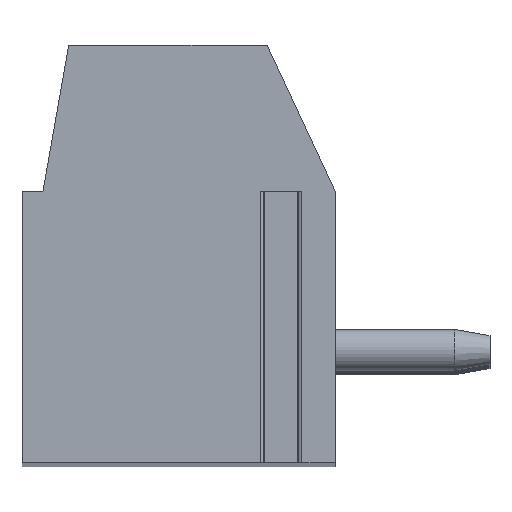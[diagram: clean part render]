
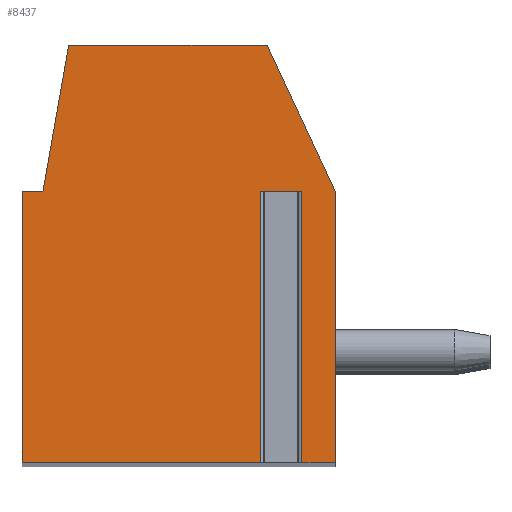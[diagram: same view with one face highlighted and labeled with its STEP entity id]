
A CAD part, top view. The second image highlights one B-rep face of the part: STEP entity #8437.
In plain terms, the highlighted planar face has unit normal (0, 0, 1).
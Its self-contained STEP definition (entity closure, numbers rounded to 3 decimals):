
#161=DIRECTION('',(-1.,0.,0.));
#162=VECTOR('',#161,0.996);
#163=CARTESIAN_POINT('',(2.948,1.5,52.5));
#164=LINE('',#163,#162);
#165=DIRECTION('',(0.,-1.,0.));
#166=VECTOR('',#165,6.5);
#167=CARTESIAN_POINT('',(1.952,1.5,52.5));
#168=LINE('',#167,#166);
#169=DIRECTION('',(1.,0.,0.));
#170=VECTOR('',#169,5.702);
#171=CARTESIAN_POINT('',(-3.75,-5.,52.5));
#172=LINE('',#171,#170);
#173=DIRECTION('',(0.,-1.,0.));
#174=VECTOR('',#173,6.5);
#175=CARTESIAN_POINT('',(-3.75,1.5,52.5));
#176=LINE('',#175,#174);
#177=DIRECTION('',(-1.,0.,0.));
#178=VECTOR('',#177,0.5);
#179=CARTESIAN_POINT('',(-3.25,1.5,52.5));
#180=LINE('',#179,#178);
#181=DIRECTION('',(-0.174,-0.985,0.));
#182=VECTOR('',#181,3.554);
#183=CARTESIAN_POINT('',(-2.633,5.,52.5));
#184=LINE('',#183,#182);
#185=DIRECTION('',(-1.,0.,0.));
#186=VECTOR('',#185,4.751);
#187=CARTESIAN_POINT('',(2.118,5.,52.5));
#188=LINE('',#187,#186);
#189=DIRECTION('',(-0.423,0.906,0.));
#190=VECTOR('',#189,3.862);
#191=CARTESIAN_POINT('',(3.75,1.5,52.5));
#192=LINE('',#191,#190);
#193=DIRECTION('',(0.,1.,0.));
#194=VECTOR('',#193,6.5);
#195=CARTESIAN_POINT('',(3.75,-5.,52.5));
#196=LINE('',#195,#194);
#197=DIRECTION('',(1.,0.,0.));
#198=VECTOR('',#197,0.802);
#199=CARTESIAN_POINT('',(2.948,-5.,52.5));
#200=LINE('',#199,#198);
#201=DIRECTION('',(0.,-1.,0.));
#202=VECTOR('',#201,6.5);
#203=CARTESIAN_POINT('',(2.948,1.5,52.5));
#204=LINE('',#203,#202);
#6523=CARTESIAN_POINT('',(3.75,-5.,52.5));
#6524=CARTESIAN_POINT('',(3.75,1.5,52.5));
#6525=VERTEX_POINT('',#6523);
#6526=VERTEX_POINT('',#6524);
#6527=CARTESIAN_POINT('',(2.118,5.,52.5));
#6528=VERTEX_POINT('',#6527);
#6529=CARTESIAN_POINT('',(-2.633,5.,52.5));
#6530=VERTEX_POINT('',#6529);
#6531=CARTESIAN_POINT('',(-3.25,1.5,52.5));
#6532=VERTEX_POINT('',#6531);
#6533=CARTESIAN_POINT('',(-3.75,1.5,52.5));
#6534=VERTEX_POINT('',#6533);
#6535=CARTESIAN_POINT('',(-3.75,-5.,52.5));
#6536=VERTEX_POINT('',#6535);
#6581=CARTESIAN_POINT('',(2.948,1.5,52.5));
#6582=CARTESIAN_POINT('',(1.952,1.5,52.5));
#6583=VERTEX_POINT('',#6581);
#6584=VERTEX_POINT('',#6582);
#6585=CARTESIAN_POINT('',(2.948,-5.,52.5));
#6586=VERTEX_POINT('',#6585);
#6587=CARTESIAN_POINT('',(1.952,-5.,52.5));
#6588=VERTEX_POINT('',#6587);
#8411=CARTESIAN_POINT('',(0.,0.,52.5));
#8412=DIRECTION('',(0.,0.,1.));
#8413=DIRECTION('',(1.,0.,0.));
#8414=AXIS2_PLACEMENT_3D('',#8411,#8412,#8413);
#8415=PLANE('',#8414);
#8417=ORIENTED_EDGE('',*,*,#8416,.T.);
#8419=ORIENTED_EDGE('',*,*,#8418,.T.);
#8420=ORIENTED_EDGE('',*,*,#8379,.F.);
#8422=ORIENTED_EDGE('',*,*,#8421,.F.);
#8424=ORIENTED_EDGE('',*,*,#8423,.F.);
#8426=ORIENTED_EDGE('',*,*,#8425,.F.);
#8428=ORIENTED_EDGE('',*,*,#8427,.F.);
#8430=ORIENTED_EDGE('',*,*,#8429,.F.);
#8432=ORIENTED_EDGE('',*,*,#8431,.F.);
#8433=ORIENTED_EDGE('',*,*,#8358,.F.);
#8434=ORIENTED_EDGE('',*,*,#8401,.F.);
#8435=EDGE_LOOP('',(#8417,#8419,#8420,#8422,#8424,#8426,#8428,#8430,#8432,#8433,
#8434));
#8436=FACE_OUTER_BOUND('',#8435,.F.);
#8358=EDGE_CURVE('',#6586,#6525,#200,.T.);
#8379=EDGE_CURVE('',#6536,#6588,#172,.T.);
#8401=EDGE_CURVE('',#6583,#6586,#204,.T.);
#8416=EDGE_CURVE('',#6583,#6584,#164,.T.);
#8418=EDGE_CURVE('',#6584,#6588,#168,.T.);
#8421=EDGE_CURVE('',#6534,#6536,#176,.T.);
#8423=EDGE_CURVE('',#6532,#6534,#180,.T.);
#8425=EDGE_CURVE('',#6530,#6532,#184,.T.);
#8427=EDGE_CURVE('',#6528,#6530,#188,.T.);
#8429=EDGE_CURVE('',#6526,#6528,#192,.T.);
#8431=EDGE_CURVE('',#6525,#6526,#196,.T.);
#8437=ADVANCED_FACE('',(#8436),#8415,.T.);
